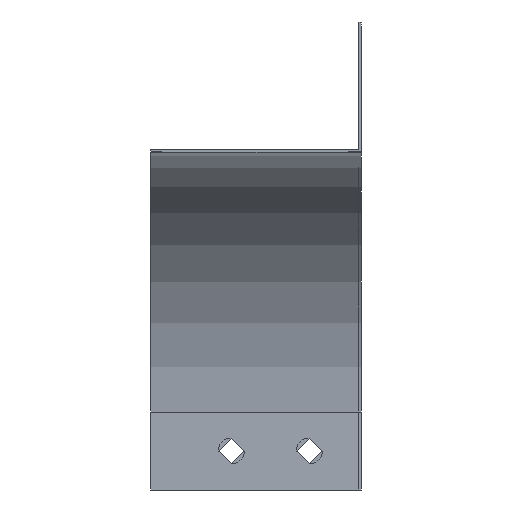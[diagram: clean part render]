
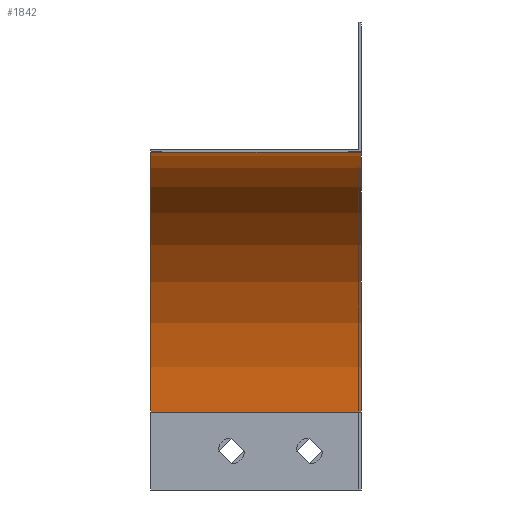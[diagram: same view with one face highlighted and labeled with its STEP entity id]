
A CAD part, left-side view. The second image highlights one B-rep face of the part: STEP entity #1842.
In plain terms, the highlighted cylindrical face has radius 100 mm (diameter 200 mm), a partial arc.
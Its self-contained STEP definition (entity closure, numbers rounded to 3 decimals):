
#109 = DIRECTION ( 'NONE',  ( 0., 0., -1. ) ) ;
#113 = DIRECTION ( 'NONE',  ( 0., -1., 0. ) ) ;
#114 = CARTESIAN_POINT ( 'NONE',  ( -300., 1., -150. ) ) ;
#552 = AXIS2_PLACEMENT_3D ( 'NONE', #1413, #1414, #1415 ) ;
#553 = AXIS2_PLACEMENT_3D ( 'NONE', #1407, #1408, #1409 ) ;
#638 = AXIS2_PLACEMENT_3D ( 'NONE', #114, #113, #109 ) ;
#700 = EDGE_CURVE ( 'NONE', #833, #794, #1153, .T. ) ;
#707 = EDGE_CURVE ( 'NONE', #794, #783, #1157, .T. ) ;
#708 = EDGE_CURVE ( 'NONE', #858, #783, #1159, .T. ) ;
#709 = EDGE_CURVE ( 'NONE', #858, #833, #1155, .T. ) ;
#783 = VERTEX_POINT ( 'NONE', #1508 ) ;
#794 = VERTEX_POINT ( 'NONE', #1527 ) ;
#833 = VERTEX_POINT ( 'NONE', #1565 ) ;
#858 = VERTEX_POINT ( 'NONE', #1590 ) ;
#880 = EDGE_LOOP ( 'NONE', ( #1023, #1024, #1025, #1026 ) ) ;
#1023 = ORIENTED_EDGE ( 'NONE', *, *, #707, .T. ) ;
#1024 = ORIENTED_EDGE ( 'NONE', *, *, #708, .F. ) ;
#1025 = ORIENTED_EDGE ( 'NONE', *, *, #709, .T. ) ;
#1026 = ORIENTED_EDGE ( 'NONE', *, *, #700, .T. ) ;
#1153 = LINE ( 'NONE', #1402, #1156 ) ;
#1155 = CIRCLE ( 'NONE', #552, 100. ) ;
#1156 = VECTOR ( 'NONE', #1404, 1000. ) ;
#1157 = CIRCLE ( 'NONE', #553, 100. ) ;
#1159 = LINE ( 'NONE', #1403, #1161 ) ;
#1161 = VECTOR ( 'NONE', #1397, 1000. ) ;
#1273 = FACE_OUTER_BOUND ( 'NONE', #880, .T. ) ;
#1280 = CYLINDRICAL_SURFACE ( 'NONE', #638, 100. ) ;
#1397 = DIRECTION ( 'NONE',  ( 0., -1., 0. ) ) ;
#1402 = CARTESIAN_POINT ( 'NONE',  ( -200., 1., -150. ) ) ;
#1403 = CARTESIAN_POINT ( 'NONE',  ( -300., 1., -50. ) ) ;
#1404 = DIRECTION ( 'NONE',  ( 0., -1., 0. ) ) ;
#1407 = CARTESIAN_POINT ( 'NONE',  ( -300., 0., -150. ) ) ;
#1408 = DIRECTION ( 'NONE',  ( 0., -1., 0. ) ) ;
#1409 = DIRECTION ( 'NONE',  ( 0., 0., -1. ) ) ;
#1413 = CARTESIAN_POINT ( 'NONE',  ( -300., 81., -150. ) ) ;
#1414 = DIRECTION ( 'NONE',  ( 0., 1., 0. ) ) ;
#1415 = DIRECTION ( 'NONE',  ( 0., 0., 1. ) ) ;
#1508 = CARTESIAN_POINT ( 'NONE',  ( -300., 0., -50. ) ) ;
#1527 = CARTESIAN_POINT ( 'NONE',  ( -200., 0., -150. ) ) ;
#1565 = CARTESIAN_POINT ( 'NONE',  ( -200., 81., -150. ) ) ;
#1590 = CARTESIAN_POINT ( 'NONE',  ( -300., 81., -50. ) ) ;
#1842 = ADVANCED_FACE ( 'NONE', ( #1273 ), #1280, .F. ) ;
